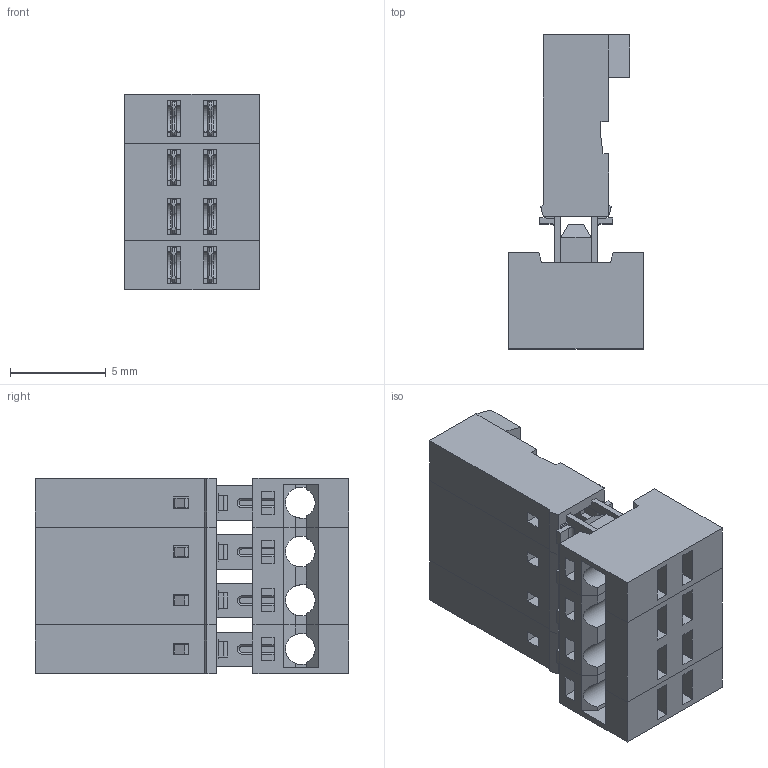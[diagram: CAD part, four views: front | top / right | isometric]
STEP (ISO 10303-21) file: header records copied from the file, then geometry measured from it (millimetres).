
FILE_DESCRIPTION(/* description */ ('Unknown'),/* implementation_level */ '2;1');
FILE_NAME(/* name */ '661004151922',/* time_stamp */ '2016-01-18T16:06:24+01:00',/* author */ ('Unknown'),/* organization */ ('Unknown'),/* preprocessor_version */ 'ST-DEVELOPER v16',/* originating_system */ 'DEX',/* authorisation */ $);
FILE_SCHEMA (('AUTOMOTIVE_DESIGN {1 0 10303 214 3 1 1}'));
Length unit declared in the file: millimetre
Products named in the file (4): 6610xx151922; 661004151922; 47828371_03_20_440_DX; 47828371_03_20_440_SX
Assembly tree (3 placements, depth 2):
  6610xx151922
    661004151922
    47828371_03_20_440_DX
    47828371_03_20_440_SX
Bounding box: 7 x 16.35 x 10.16 mm (x, y, z)
Volume: 500.8 mm3; surface area: 1732.1 mm2
Topology: 3 solids, 3 shells, 1011 faces, 3022 edges, 1944 vertices
Faces by surface type: plane 931, cylinder 64, cone 16
Entity records: 40667 total; most frequent: ORIENTED_EDGE 6044, CARTESIAN_POINT 5981, DIRECTION 5284, EDGE_CURVE 3022, LINE 2790, VECTOR 2790, VERTEX_POINT 1944, AXIS2_PLACEMENT_3D 1247
